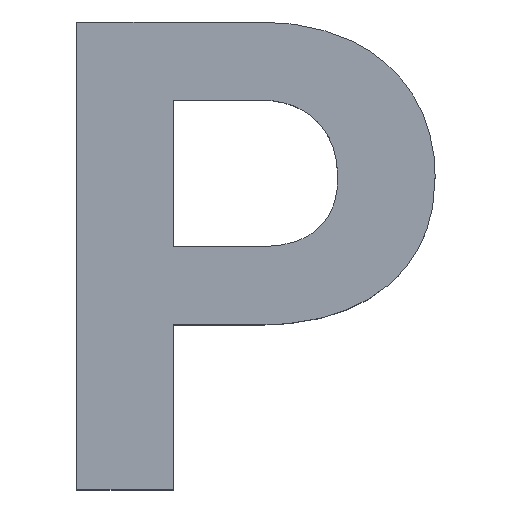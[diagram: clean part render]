
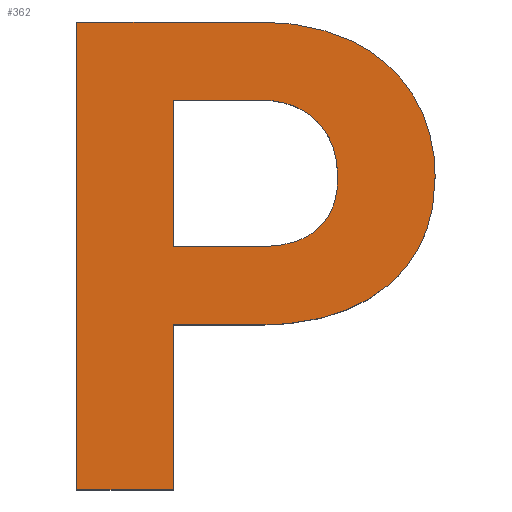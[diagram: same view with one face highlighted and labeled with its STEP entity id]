
A CAD part, top view. The second image highlights one B-rep face of the part: STEP entity #362.
In plain terms, the highlighted planar face has unit normal (0, 0, 1).
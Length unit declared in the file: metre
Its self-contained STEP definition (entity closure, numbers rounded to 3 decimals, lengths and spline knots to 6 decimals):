
#12=CIRCLE('',#382,0.0008);
#14=CIRCLE('',#385,0.000744);
#18=B_SPLINE_CURVE_WITH_KNOTS('',2,(#489,#490,#491),.UNSPECIFIED.,.F.,.F.,
(3,3),(0.,1.),.PIECEWISE_BEZIER_KNOTS.);
#20=B_SPLINE_CURVE_WITH_KNOTS('',2,(#506,#507,#508),.UNSPECIFIED.,.F.,.F.,
(3,3),(0.,1.),.PIECEWISE_BEZIER_KNOTS.);
#22=B_SPLINE_CURVE_WITH_KNOTS('',2,(#523,#524,#525),.UNSPECIFIED.,.F.,.F.,
(3,3),(0.,1.),.PIECEWISE_BEZIER_KNOTS.);
#24=B_SPLINE_CURVE_WITH_KNOTS('',2,(#555,#556,#557),.UNSPECIFIED.,.F.,.F.,
(3,3),(0.,1.),.PIECEWISE_BEZIER_KNOTS.);
#26=B_SPLINE_CURVE_WITH_KNOTS('',2,(#572,#573,#574),.UNSPECIFIED.,.F.,.F.,
(3,3),(0.,1.),.PIECEWISE_BEZIER_KNOTS.);
#28=B_SPLINE_CURVE_WITH_KNOTS('',2,(#601,#602,#603),.UNSPECIFIED.,.F.,.F.,
(3,3),(0.,1.),.PIECEWISE_BEZIER_KNOTS.);
#30=B_SPLINE_CURVE_WITH_KNOTS('',2,(#633,#634,#635),.UNSPECIFIED.,.F.,.F.,
(3,3),(0.,1.),.PIECEWISE_BEZIER_KNOTS.);
#124=ORIENTED_EDGE('',*,*,#160,.F.);
#125=ORIENTED_EDGE('',*,*,#164,.F.);
#126=ORIENTED_EDGE('',*,*,#167,.F.);
#127=ORIENTED_EDGE('',*,*,#170,.F.);
#128=ORIENTED_EDGE('',*,*,#173,.F.);
#129=ORIENTED_EDGE('',*,*,#176,.F.);
#130=ORIENTED_EDGE('',*,*,#179,.F.);
#131=ORIENTED_EDGE('',*,*,#182,.F.);
#132=ORIENTED_EDGE('',*,*,#185,.F.);
#133=ORIENTED_EDGE('',*,*,#188,.F.);
#134=ORIENTED_EDGE('',*,*,#141,.F.);
#135=ORIENTED_EDGE('',*,*,#145,.F.);
#136=ORIENTED_EDGE('',*,*,#148,.F.);
#137=ORIENTED_EDGE('',*,*,#151,.F.);
#138=ORIENTED_EDGE('',*,*,#154,.F.);
#139=ORIENTED_EDGE('',*,*,#157,.F.);
#140=ORIENTED_EDGE('',*,*,#190,.F.);
#141=EDGE_CURVE('',#192,#193,#226,.T.);
#145=EDGE_CURVE('',#196,#192,#230,.T.);
#148=EDGE_CURVE('',#198,#196,#233,.T.);
#151=EDGE_CURVE('',#200,#198,#18,.T.);
#154=EDGE_CURVE('',#202,#200,#20,.T.);
#157=EDGE_CURVE('',#204,#202,#22,.T.);
#160=EDGE_CURVE('',#206,#207,#239,.T.);
#164=EDGE_CURVE('',#210,#206,#243,.T.);
#167=EDGE_CURVE('',#212,#210,#24,.T.);
#170=EDGE_CURVE('',#214,#212,#26,.T.);
#173=EDGE_CURVE('',#216,#214,#12,.F.);
#176=EDGE_CURVE('',#218,#216,#14,.F.);
#179=EDGE_CURVE('',#220,#218,#28,.T.);
#182=EDGE_CURVE('',#222,#220,#251,.T.);
#185=EDGE_CURVE('',#224,#222,#254,.T.);
#188=EDGE_CURVE('',#207,#224,#257,.T.);
#190=EDGE_CURVE('',#193,#204,#30,.T.);
#192=VERTEX_POINT('',#462);
#193=VERTEX_POINT('',#463);
#196=VERTEX_POINT('',#471);
#198=VERTEX_POINT('',#477);
#200=VERTEX_POINT('',#492);
#202=VERTEX_POINT('',#509);
#204=VERTEX_POINT('',#526);
#206=VERTEX_POINT('',#534);
#207=VERTEX_POINT('',#535);
#210=VERTEX_POINT('',#543);
#212=VERTEX_POINT('',#558);
#214=VERTEX_POINT('',#575);
#216=VERTEX_POINT('',#583);
#218=VERTEX_POINT('',#589);
#220=VERTEX_POINT('',#604);
#222=VERTEX_POINT('',#612);
#224=VERTEX_POINT('',#618);
#226=LINE('',#461,#259);
#230=LINE('',#470,#263);
#233=LINE('',#476,#266);
#239=LINE('',#533,#272);
#243=LINE('',#542,#276);
#251=LINE('',#611,#284);
#254=LINE('',#617,#287);
#257=LINE('',#623,#290);
#259=VECTOR('',#396,1.);
#263=VECTOR('',#402,1.);
#266=VECTOR('',#407,1.);
#272=VECTOR('',#415,1.);
#276=VECTOR('',#421,1.);
#284=VECTOR('',#443,1.);
#287=VECTOR('',#448,1.);
#290=VECTOR('',#453,1.);
#311=EDGE_LOOP('',(#124,#125,#126,#127,#128,#129,#130,#131,#132,#133));
#312=EDGE_LOOP('',(#134,#135,#136,#137,#138,#139,#140));
#332=FACE_BOUND('',#311,.T.);
#333=FACE_BOUND('',#312,.T.);
#343=PLANE('',#391);
#362=ADVANCED_FACE('',(#332,#333),#343,.T.);
#382=AXIS2_PLACEMENT_3D('',#582,#428,#429);
#385=AXIS2_PLACEMENT_3D('',#588,#435,#436);
#391=AXIS2_PLACEMENT_3D('',#640,#457,#458);
#396=DIRECTION('',(1.,0.,0.));
#402=DIRECTION('',(0.,-1.,0.));
#407=DIRECTION('',(-1.,0.,0.));
#415=DIRECTION('',(0.,-1.,0.));
#421=DIRECTION('',(-1.,0.,0.));
#428=DIRECTION('',(0.,0.,1.));
#429=DIRECTION('',(1.,0.,0.));
#435=DIRECTION('',(0.,0.,1.));
#436=DIRECTION('',(1.,0.,0.));
#443=DIRECTION('',(1.,0.,0.));
#448=DIRECTION('',(0.,1.,0.));
#453=DIRECTION('',(-1.,0.,0.));
#457=DIRECTION('',(0.,0.,1.));
#458=DIRECTION('',(1.,0.,0.));
#461=CARTESIAN_POINT('',(0.187869,-0.050338,0.0095));
#462=CARTESIAN_POINT('',(0.187644,-0.050338,0.0095));
#463=CARTESIAN_POINT('',(0.188095,-0.050338,0.0095));
#470=CARTESIAN_POINT('',(0.187644,-0.049953,0.0095));
#471=CARTESIAN_POINT('',(0.187644,-0.049568,0.0095));
#476=CARTESIAN_POINT('',(0.187875,-0.049568,0.0095));
#477=CARTESIAN_POINT('',(0.188107,-0.049568,0.0095));
#489=CARTESIAN_POINT('',(0.1884,-0.049683,0.0095));
#490=CARTESIAN_POINT('',(0.188294,-0.049572,0.0095));
#491=CARTESIAN_POINT('',(0.188107,-0.049568,0.0095));
#492=CARTESIAN_POINT('',(0.1884,-0.049683,0.0095));
#506=CARTESIAN_POINT('',(0.188506,-0.049974,0.0095));
#507=CARTESIAN_POINT('',(0.188506,-0.049794,0.0095));
#508=CARTESIAN_POINT('',(0.1884,-0.049683,0.0095));
#509=CARTESIAN_POINT('',(0.188506,-0.049974,0.0095));
#523=CARTESIAN_POINT('',(0.188401,-0.050243,0.0095));
#524=CARTESIAN_POINT('',(0.188506,-0.050149,0.0095));
#525=CARTESIAN_POINT('',(0.188506,-0.049974,0.0095));
#526=CARTESIAN_POINT('',(0.188401,-0.050243,0.0095));
#533=CARTESIAN_POINT('',(0.187644,-0.051179,0.0095));
#534=CARTESIAN_POINT('',(0.187644,-0.050747,0.0095));
#535=CARTESIAN_POINT('',(0.187644,-0.051611,0.0095));
#542=CARTESIAN_POINT('',(0.187865,-0.050747,0.0095));
#543=CARTESIAN_POINT('',(0.188087,-0.050747,0.0095));
#555=CARTESIAN_POINT('',(0.18877,-0.050539,0.0095));
#556=CARTESIAN_POINT('',(0.188523,-0.050747,0.0095));
#557=CARTESIAN_POINT('',(0.188087,-0.050747,0.0095));
#558=CARTESIAN_POINT('',(0.18877,-0.050539,0.0095));
#572=CARTESIAN_POINT('',(0.189016,-0.049971,0.0095));
#573=CARTESIAN_POINT('',(0.189016,-0.050331,0.0095));
#574=CARTESIAN_POINT('',(0.18877,-0.050539,0.0095));
#575=CARTESIAN_POINT('',(0.189016,-0.049971,0.0095));
#582=CARTESIAN_POINT('',(0.188216,-0.049956,0.0095));
#583=CARTESIAN_POINT('',(0.188904,-0.049547,0.0095));
#588=CARTESIAN_POINT('',(0.18827,-0.049937,0.0095));
#589=CARTESIAN_POINT('',(0.188581,-0.04926,0.0095));
#601=CARTESIAN_POINT('',(0.188095,-0.049159,0.0095));
#602=CARTESIAN_POINT('',(0.188371,-0.049159,0.0095));
#603=CARTESIAN_POINT('',(0.188581,-0.04926,0.0095));
#604=CARTESIAN_POINT('',(0.188095,-0.049159,0.0095));
#611=CARTESIAN_POINT('',(0.187617,-0.049159,0.0095));
#612=CARTESIAN_POINT('',(0.187138,-0.049159,0.0095));
#617=CARTESIAN_POINT('',(0.187138,-0.050385,0.0095));
#618=CARTESIAN_POINT('',(0.187138,-0.051611,0.0095));
#623=CARTESIAN_POINT('',(0.187391,-0.051611,0.0095));
#633=CARTESIAN_POINT('',(0.188095,-0.050338,0.0095));
#634=CARTESIAN_POINT('',(0.188295,-0.050338,0.0095));
#635=CARTESIAN_POINT('',(0.188401,-0.050243,0.0095));
#640=CARTESIAN_POINT('',(0.104891,-0.015824,0.0095));
